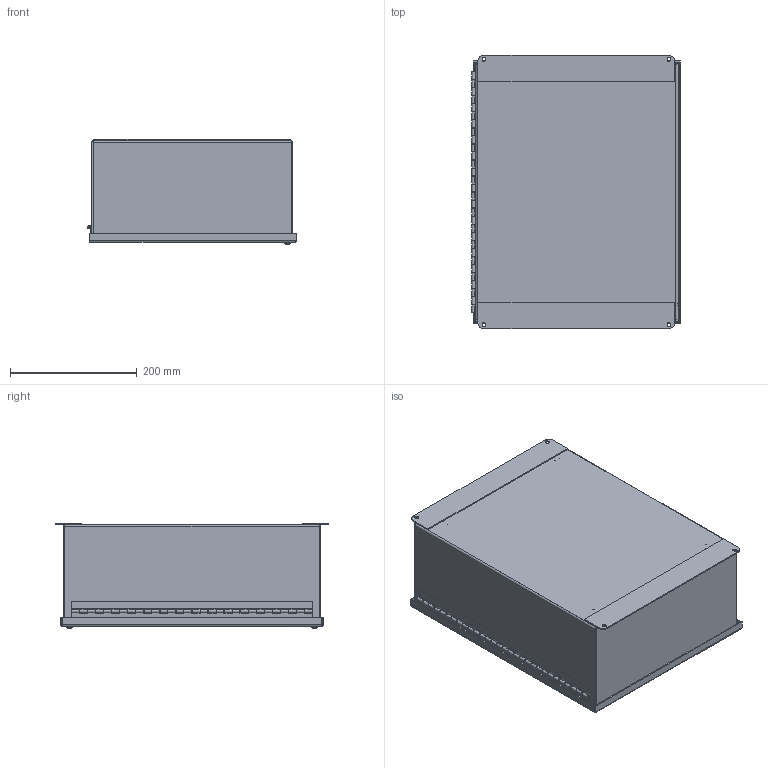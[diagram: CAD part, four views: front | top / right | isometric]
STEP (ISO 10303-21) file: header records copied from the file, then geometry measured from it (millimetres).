
FILE_DESCRIPTION(/* description */ ('12.88X16.32 LID'),/* implementation_level */ '2;1');
FILE_NAME(/* name */ 'PBYX20.stp',/* time_stamp */ '2017-01-30T18:33:10+05:00',/* author */ ('mgunasekar'),/* organization */ (''),/* preprocessor_version */ 'ST-DEVELOPER v16.1',/* originating_system */ 'Autodesk Inventor 2016',/* authorisation */ '');
FILE_SCHEMA (('AUTOMOTIVE_DESIGN { 1 0 10303 214 3 1 1 }'));
Length unit declared in the file: inch
Products named in the file (16): PBYX20LID; 39077; PBYX20BKP; PBYX20PP; 3499; 34984; 328125LH; 328125P; 328125TH; 328125; 38837; 34047; 34814; 372163; 316266-PBYX20; PBYX20
Assembly tree (26 placements, depth 3):
  PBYX20
    PBYX20LID
    39077  x2
    PBYX20BKP
    PBYX20PP
    3499  x4
    34984  x2
    328125
      328125LH
      328125P
      328125TH
    38837
    34047  x4
    34814  x2
    372163  x2
    316266-PBYX20  x2
Bounding box: 329.29 x 431.8 x 166.01 mm (x, y, z)
Volume: 1300315.5 mm3; surface area: 1353808.9 mm2
Topology: 25 solids, 25 shells, 938 faces, 2514 edges, 1641 vertices
Faces by surface type: plane 607, cylinder 240, cone 37, bspline 32, torus 20, sphere 2
Full cylindrical faces by diameter (mm): 2.54 x1, 2.957 x30, 3.962 x6, 4.826 x7, 4.978 x2, 6.299 x2, 6.35 x2, 6.528 x2, 7.061 x2, 7.137 x2, 7.62 x4, 7.938 x4, 9.474 x6, 10.312 x2, 11.506 x2, 15.875 x4
Entity records: 26045 total; most frequent: CARTESIAN_POINT 5319, ORIENTED_EDGE 4088, DIRECTION 3980, EDGE_CURVE 2044, LINE 1514, VECTOR 1514, VERTEX_POINT 1368, AXIS2_PLACEMENT_3D 1233
